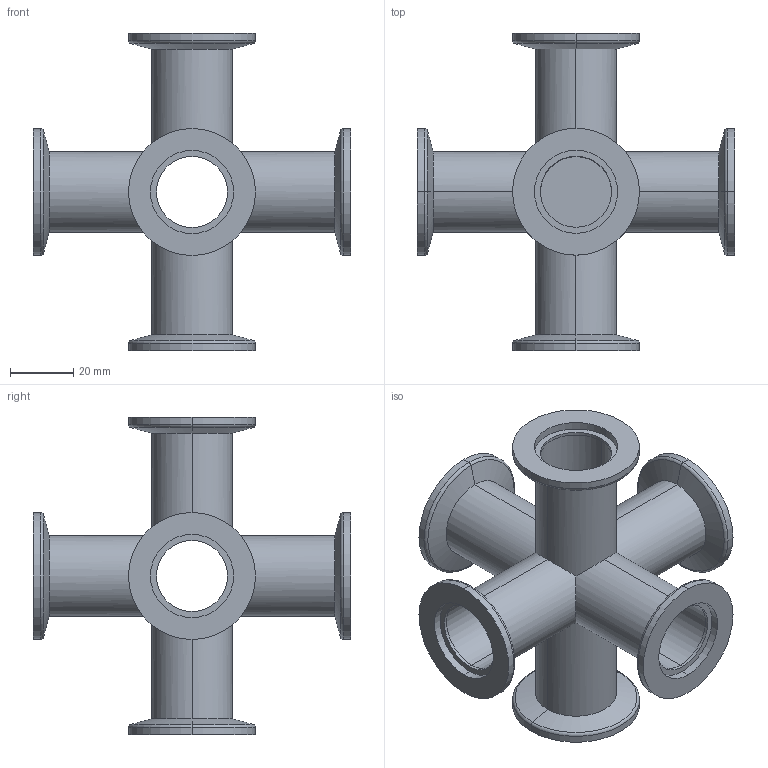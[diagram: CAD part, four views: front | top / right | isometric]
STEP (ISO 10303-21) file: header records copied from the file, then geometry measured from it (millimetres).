
FILE_DESCRIPTION (( 'STEP AP214' ), '1' );
FILE_NAME ('Hositrad_KX6-25-25.STEP', '2017-06-08T07:06:51', ( 'Gebruiker' ), ( '' ), 'SwSTEP 2.0', 'SolidWorks 2017', '' );
FILE_SCHEMA (( 'AUTOMOTIVE_DESIGN' ));
Length unit declared in the file: millimetre
Products named in the file (3): KF25-WS_KF25-25Ws; KX6-Tube-All_KT25-25; Hositrad_KX6-25-25
Assembly tree (7 placements, depth 2):
  Hositrad_KX6-25-25
    KX6-Tube-All_KT25-25
    KF25-WS_KF25-25Ws  x6
Bounding box: 100 x 100 x 100 mm (x, y, z)
Volume: 42341.6 mm3; surface area: 48467.2 mm2
Topology: 7 solids, 7 shells, 121 faces, 268 edges, 164 vertices
Faces by surface type: cylinder 72, plane 25, torus 12, cone 12
Entity records: 1564 total; most frequent: CARTESIAN_POINT 368, ORIENTED_EDGE 236, DIRECTION 234, EDGE_CURVE 118, AXIS2_PLACEMENT_3D 100, VERTEX_POINT 74, EDGE_LOOP 54, FACE_OUTER_BOUND 46
